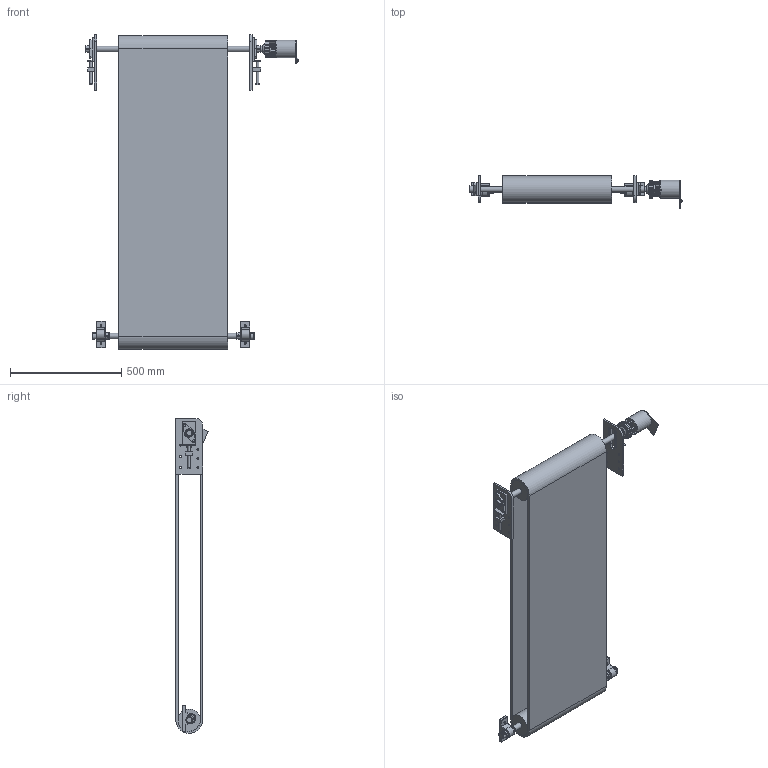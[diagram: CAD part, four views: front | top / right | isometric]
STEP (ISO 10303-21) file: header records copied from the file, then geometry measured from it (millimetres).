
FILE_DESCRIPTION(/* description */ (''),/* implementation_level */ '2;1');
FILE_NAME(/* name */ 'BeltConvenyor.stp',/* time_stamp */ '2025-01-31T11:41:11-05:00',/* author */ ('sara_'),/* organization */ (''),/* preprocessor_version */ 'ST-DEVELOPER v19.2',/* originating_system */ 'Autodesk Inventor 2024',/* authorisation */ '');
FILE_SCHEMA (('AUTOMOTIVE_DESIGN { 1 0 10303 214 3 1 1 }'));
Length unit declared in the file: millimetre
Products named in the file (22): BeltConvenyor; RulmanYataklama; Tahrik tamburu; Assembly5; GerdirmeMekanizması; Gergi-Mek-Rulman; Gerdirme-Mek-Sol; Gerdirme-Mek-Sol_1; Gerdirme-Mesnet; Gewindeschaft; Gerdirme-plaka2; Tahrik-Tamburu; MilYüzüğü; MİL-redüktor; Flanş-1; Flanş-2; Belt; Rehber-Plaka; Gear; Palitos; Parte de afuera; Tarjeta
Assembly tree (35 placements, depth 3):
  BeltConvenyor
    RulmanYataklama  x2
    Tahrik tamburu
    MilYüzüğü  x6
    Assembly5
      GerdirmeMekanizması
      Gergi-Mek-Rulman
      Gerdirme-Mesnet
      Gewindeschaft
    Gerdirme-Mek-Sol
      Gerdirme-Mek-Sol_1
      Gerdirme-Mesnet
      Gewindeschaft
      Gerdirme-plaka2
    Tahrik-Tamburu
    MİL-redüktor
    Flanş-1
    Flanş-2
    Belt
    Rehber-Plaka  x2
    Gear
    Palitos  x6
    Parte de afuera
    Tarjeta
Bounding box: 958.9 x 145.19 x 1416.2 mm (x, y, z)
Volume: 23923896 mm3; surface area: 3689099.1 mm2
Topology: 31 solids, 31 shells, 624 faces, 1455 edges, 930 vertices
Faces by surface type: plane 298, cylinder 246, torus 72, bspline 8
Full cylindrical faces by diameter (mm): 1.5 x4, 7.2 x4, 8 x38, 12 x6, 12.5 x1, 16 x2, 25 x18, 26 x2, 30 x6, 35 x1, 37 x6, 50 x4, 80 x3, 100 x2
Entity records: 13005 total; most frequent: CARTESIAN_POINT 2282, DIRECTION 2243, ORIENTED_EDGE 1856, EDGE_CURVE 928, AXIS2_PLACEMENT_3D 887, VERTEX_POINT 604, EDGE_LOOP 516, LINE 469
